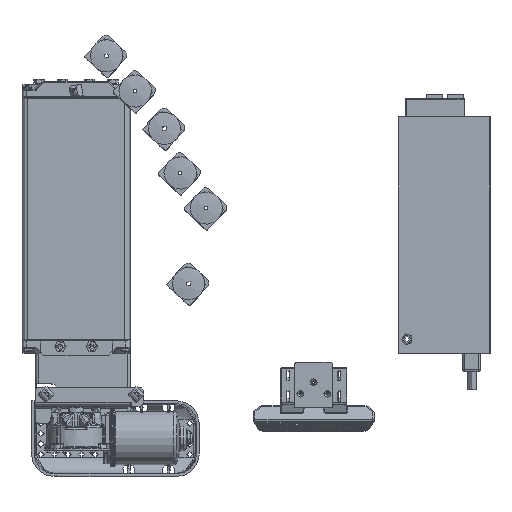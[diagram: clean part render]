
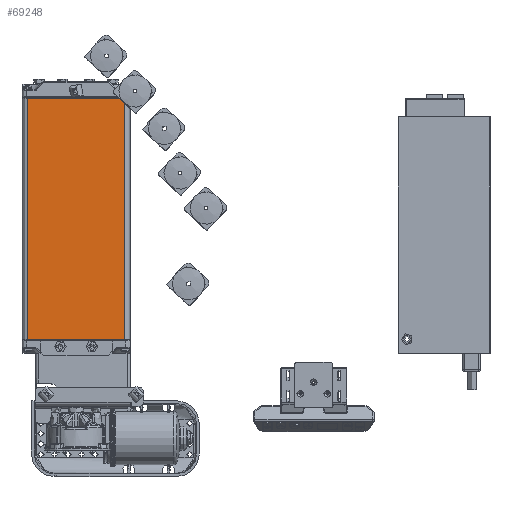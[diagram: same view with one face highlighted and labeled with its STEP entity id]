
A CAD part, top view. The second image highlights one B-rep face of the part: STEP entity #69248.
In plain terms, the highlighted planar face has unit normal (0, 0, 1).
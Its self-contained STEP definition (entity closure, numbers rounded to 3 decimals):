
#12684=FACE_OUTER_BOUND('',#16919,.T.);
#16919=EDGE_LOOP('',(#47063,#47064,#47065,#47066));
#21517=LINE('',#101086,#25788);
#21518=LINE('',#101088,#25789);
#21519=LINE('',#101090,#25790);
#21520=LINE('',#101091,#25791);
#25788=VECTOR('',#81795,267.5);
#25789=VECTOR('',#81796,108.);
#25790=VECTOR('',#81797,267.5);
#25791=VECTOR('',#81798,108.);
#30059=VERTEX_POINT('',#101084);
#30060=VERTEX_POINT('',#101085);
#30061=VERTEX_POINT('',#101087);
#30062=VERTEX_POINT('',#101089);
#36543=EDGE_CURVE('',#30059,#30060,#21517,.F.);
#36544=EDGE_CURVE('',#30060,#30061,#21518,.T.);
#36545=EDGE_CURVE('',#30061,#30062,#21519,.T.);
#36546=EDGE_CURVE('',#30062,#30059,#21520,.F.);
#47063=ORIENTED_EDGE('',*,*,#36543,.T.);
#47064=ORIENTED_EDGE('',*,*,#36544,.T.);
#47065=ORIENTED_EDGE('',*,*,#36545,.T.);
#47066=ORIENTED_EDGE('',*,*,#36546,.T.);
#68103=PLANE('',#74279);
#69248=ADVANCED_FACE('',(#12684),#68103,.T.);
#74279=AXIS2_PLACEMENT_3D('',#101083,#81793,#81794);
#81793=DIRECTION('center_axis',(0.,0.,1.));
#81794=DIRECTION('ref_axis',(1.,0.,0.));
#81795=DIRECTION('',(0.,-1.,0.));
#81796=DIRECTION('',(-1.,0.,0.));
#81797=DIRECTION('',(0.,-1.,0.));
#81798=DIRECTION('',(-1.,0.,0.));
#101083=CARTESIAN_POINT('Origin',(60.,268.5,30.));
#101084=CARTESIAN_POINT('',(54.,0.5,30.));
#101085=CARTESIAN_POINT('',(54.,268.,30.));
#101086=CARTESIAN_POINT('',(54.,268.,30.));
#101087=CARTESIAN_POINT('',(-54.,268.,30.));
#101088=CARTESIAN_POINT('',(54.,268.,30.));
#101089=CARTESIAN_POINT('',(-54.,0.5,30.));
#101090=CARTESIAN_POINT('',(-54.,268.,30.));
#101091=CARTESIAN_POINT('',(54.,0.5,30.));
